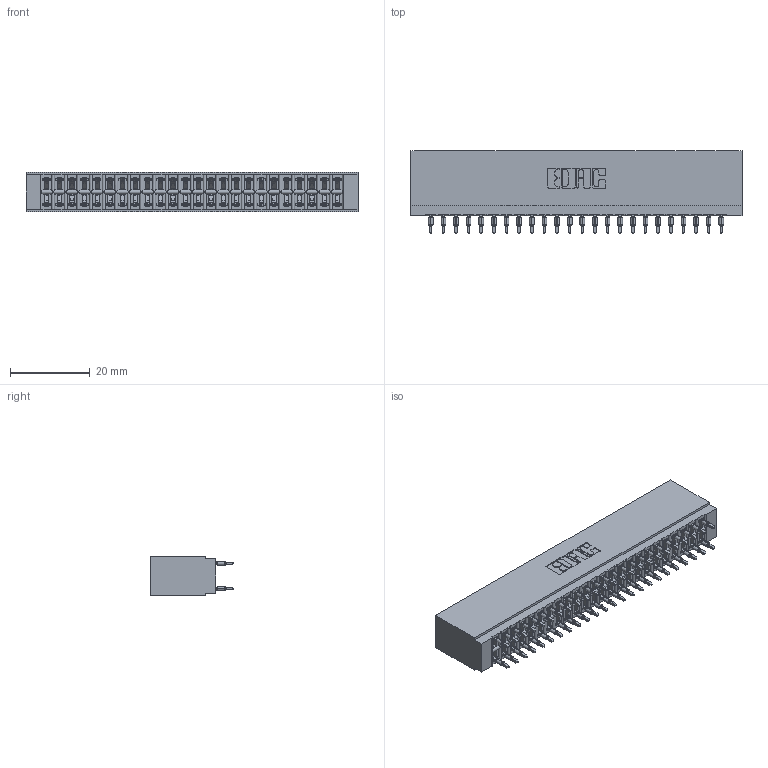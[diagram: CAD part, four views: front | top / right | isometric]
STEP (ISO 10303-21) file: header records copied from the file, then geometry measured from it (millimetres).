
FILE_DESCRIPTION (( 'STEP AP203' ), '1' );
FILE_NAME ('746-048-520-601.STEP', '2026-02-27T15:23:15', ( '' ), ( '' ), 'SwSTEP 2.0', 'SolidWorks 2023', '' );
FILE_SCHEMA (( 'CONFIG_CONTROL_DESIGN' ));
Length unit declared in the file: millimetre
Products named in the file (3): 746-048-520-601; 746-292-001_520; 746 Part_.340 Slot Depth - 01
Assembly tree (49 placements, depth 2):
  746-048-520-601
    746 Part_.340 Slot Depth - 01
    746-292-001_520  x48
Bounding box: 83.44 x 20.82 x 9.91 mm (x, y, z)
Volume: 9657.3 mm3; surface area: 13598.8 mm2
Topology: 49 solids, 49 shells, 4393 faces, 12071 edges, 7687 vertices
Faces by surface type: plane 2263, bspline 960, cylinder 882, torus 288
Entity records: 39573 total; most frequent: CARTESIAN_POINT 8025, ORIENTED_EDGE 6752, DIRECTION 5668, EDGE_CURVE 3376, VECTOR 2952, LINE 2952, VERTEX_POINT 2235, AXIS2_PLACEMENT_3D 1358
